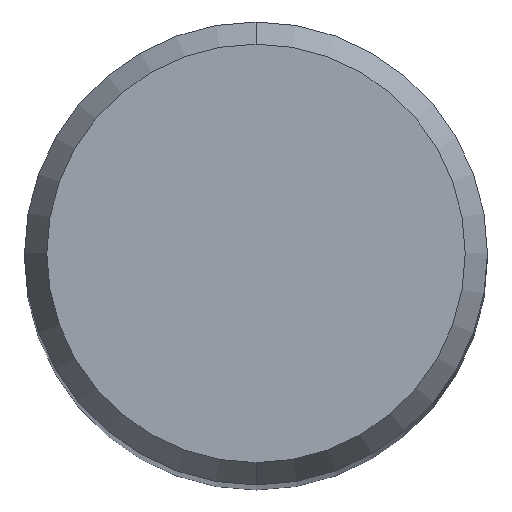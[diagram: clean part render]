
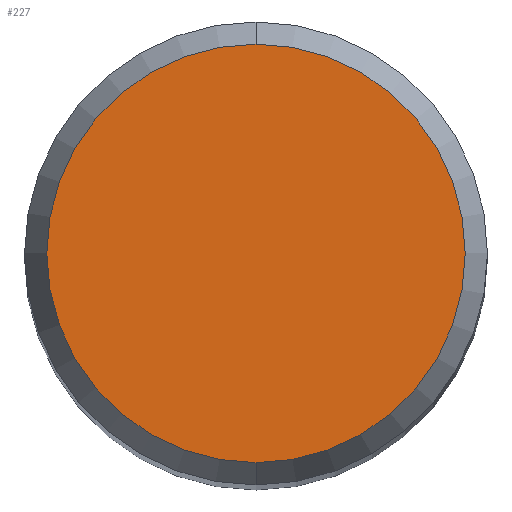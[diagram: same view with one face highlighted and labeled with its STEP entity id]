
A CAD part, top view. The second image highlights one B-rep face of the part: STEP entity #227.
In plain terms, the highlighted planar face has unit normal (0, 0, 1).
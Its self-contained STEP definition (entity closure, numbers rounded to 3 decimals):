
#105=VERTEX_POINT('',#256);
#109=EDGE_CURVE('',#129,#105,#260,.T.);
#129=VERTEX_POINT('',#281);
#197=EDGE_CURVE('',#105,#129,#360,.T.);
#227=ADVANCED_FACE('',(#394),#395,.T.);
#256=CARTESIAN_POINT('',(0.,-2.158,0.0));
#260=CIRCLE('',#425,2.158);
#281=CARTESIAN_POINT('',(0.0,2.158,0.0));
#360=CIRCLE('',#547,2.158);
#394=FACE_OUTER_BOUND('',#595,.T.);
#395=PLANE('',#596);
#425=AXIS2_PLACEMENT_3D('',#608,#609,#610);
#547=AXIS2_PLACEMENT_3D('',#737,#738,#739);
#595=EDGE_LOOP('',(#785,#786));
#596=AXIS2_PLACEMENT_3D('',#787,#788,#789);
#608=CARTESIAN_POINT('',(0.0,0.0,0.0));
#609=DIRECTION('',(0.0,0.0,-1.0));
#610=DIRECTION('',(0.0,1.0,0.0));
#737=CARTESIAN_POINT('',(0.0,0.0,0.0));
#738=DIRECTION('',(0.0,0.0,-1.0));
#739=DIRECTION('',(0.0,1.0,0.0));
#785=ORIENTED_EDGE('',*,*,#109,.F.);
#786=ORIENTED_EDGE('',*,*,#197,.F.);
#787=CARTESIAN_POINT('',(0.0,1.079,0.0));
#788=DIRECTION('',(-0.0,0.0,1.0));
#789=DIRECTION('',(0.0,-1.0,0.0));
